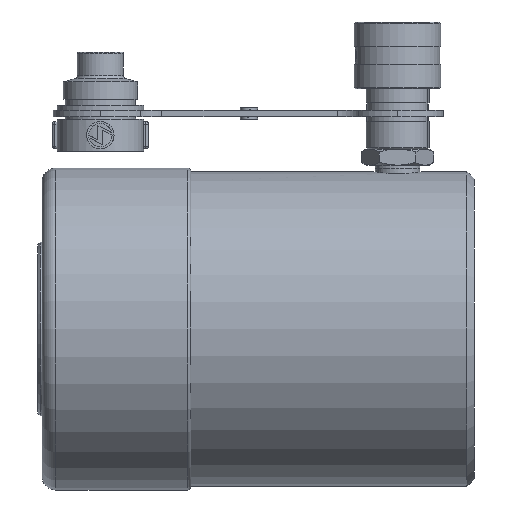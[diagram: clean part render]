
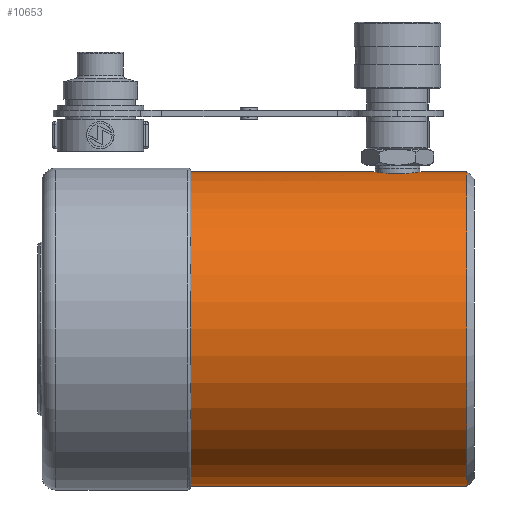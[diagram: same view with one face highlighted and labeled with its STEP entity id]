
A CAD part, left-side view. The second image highlights one B-rep face of the part: STEP entity #10653.
In plain terms, the highlighted cylindrical face has radius 63.5 mm (diameter 127 mm), a partial arc.
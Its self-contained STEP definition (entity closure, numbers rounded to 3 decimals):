
#128 = CARTESIAN_POINT ( 'NONE',  ( -9.489, 27.777, 62.788 ) ) ;
#245 = CARTESIAN_POINT ( 'NONE',  ( -8.971, 26.57, 62.863 ) ) ;
#366 = B_SPLINE_CURVE_WITH_KNOTS ( 'NONE', 3,
 ( #19425, #33724, #10818, #16575, #22069, #28338, #5046, #36812, #19300, #2438, #11055, #31211, #10686, #14060, #25041, #30971, #36569, #34098, #28206, #31095, #2311, #4923, #19176 ),
 .UNSPECIFIED., .F., .F.,
 ( 4, 2, 2, 1, 2, 2, 2, 2, 2, 2, 2, 4 ),
 ( 0.031, 0.033, 0.034, 0.035, 0.036, 0.037, 0.039, 0.041, 0.043, 0.044, 0.045, 0.047 ),
 .UNSPECIFIED. ) ;
#369 = CARTESIAN_POINT ( 'NONE',  ( -8.661, 25.991, 62.907 ) ) ;
#500 = CARTESIAN_POINT ( 'NONE',  ( 0., 21., 63.5 ) ) ;
#833 = ORIENTED_EDGE ( 'NONE', *, *, #4723, .T. ) ;
#1491 = CARTESIAN_POINT ( 'NONE',  ( 0., 117., -63.5 ) ) ;
#2268 = CARTESIAN_POINT ( 'NONE',  ( -0.654, 21.016, 63.497 ) ) ;
#2311 = CARTESIAN_POINT ( 'NONE',  ( -1.314, 40.935, 63.49 ) ) ;
#2438 = CARTESIAN_POINT ( 'NONE',  ( -8.495, 36.286, 62.929 ) ) ;
#2889 = CARTESIAN_POINT ( 'NONE',  ( -7.538, 24.396, 63.053 ) ) ;
#3009 = CARTESIAN_POINT ( 'NONE',  ( -10., 30.673, 62.708 ) ) ;
#3645 = DIRECTION ( 'NONE',  ( 0., -1., 0. ) ) ;
#4714 = VERTEX_POINT ( 'NONE', #15353 ) ;
#4723 = EDGE_CURVE ( 'NONE', #18554, #16602, #10367, .T. ) ;
#4923 = CARTESIAN_POINT ( 'NONE',  ( -0.661, 41., 63.5 ) ) ;
#5046 = CARTESIAN_POINT ( 'NONE',  ( -9.253, 34.835, 62.823 ) ) ;
#5647 = ORIENTED_EDGE ( 'NONE', *, *, #19459, .F. ) ;
#6114 = CARTESIAN_POINT ( 'NONE',  ( -8.493, 25.711, 62.93 ) ) ;
#6195 = ORIENTED_EDGE ( 'NONE', *, *, #24257, .T. ) ;
#6924 = AXIS2_PLACEMENT_3D ( 'NONE', #15026, #3645, #32566 ) ;
#8475 = AXIS2_PLACEMENT_3D ( 'NONE', #36466, #16474, #19321 ) ;
#8649 = CARTESIAN_POINT ( 'NONE',  ( -6.607, 23.464, 63.157 ) ) ;
#9031 = VERTEX_POINT ( 'NONE', #500 ) ;
#10082 = CIRCLE ( 'NONE', #8475, 63.5 ) ;
#10367 = CIRCLE ( 'NONE', #32548, 63.5 ) ;
#10651 = CARTESIAN_POINT ( 'NONE',  ( -5.01, 22.339, 63.303 ) ) ;
#10653 = ADVANCED_FACE ( 'NONE', ( #29279 ), #28845, .T. ) ;
#10686 = CARTESIAN_POINT ( 'NONE',  ( -6.613, 38.53, 63.156 ) ) ;
#10787 = CARTESIAN_POINT ( 'NONE',  ( 0., 21., 63.5 ) ) ;
#10818 = CARTESIAN_POINT ( 'NONE',  ( -9.937, 32.303, 62.718 ) ) ;
#11055 = CARTESIAN_POINT ( 'NONE',  ( -7.948, 37.105, 63.002 ) ) ;
#11408 = CARTESIAN_POINT ( 'NONE',  ( -9.984, 30.346, 62.71 ) ) ;
#11532 = CARTESIAN_POINT ( 'NONE',  ( -7.951, 24.9, 63.001 ) ) ;
#11826 = CARTESIAN_POINT ( 'NONE',  ( 0., -32.29, -63.5 ) ) ;
#12717 = DIRECTION ( 'NONE',  ( 0., -1., 0. ) ) ;
#14060 = CARTESIAN_POINT ( 'NONE',  ( -6.099, 38.952, 63.209 ) ) ;
#14221 = CARTESIAN_POINT ( 'NONE',  ( 0., 3., -63.5 ) ) ;
#14394 = CARTESIAN_POINT ( 'NONE',  ( -9.113, 26.87, 62.843 ) ) ;
#15026 = CARTESIAN_POINT ( 'NONE',  ( 0., -32.29, 0. ) ) ;
#15353 = CARTESIAN_POINT ( 'NONE',  ( 0., 117., 63.5 ) ) ;
#15534 = CARTESIAN_POINT ( 'NONE',  ( -10., 31., 62.708 ) ) ;
#15574 = CARTESIAN_POINT ( 'NONE',  ( 0., -32.29, 63.5 ) ) ;
#16028 = VECTOR ( 'NONE', #22938, 1000. ) ;
#16092 = ORIENTED_EDGE ( 'NONE', *, *, #24307, .T. ) ;
#16181 = LINE ( 'NONE', #27856, #17508 ) ;
#16474 = DIRECTION ( 'NONE',  ( 0., -1., 0. ) ) ;
#16575 = CARTESIAN_POINT ( 'NONE',  ( -9.744, 33.273, 62.748 ) ) ;
#16602 = VERTEX_POINT ( 'NONE', #21322 ) ;
#17508 = VECTOR ( 'NONE', #36582, 1000. ) ;
#17700 = VECTOR ( 'NONE', #12717, 1000. ) ;
#17953 = EDGE_CURVE ( 'NONE', #9031, #16602, #36470, .T. ) ;
#18554 = VERTEX_POINT ( 'NONE', #14221 ) ;
#18732 = ORIENTED_EDGE ( 'NONE', *, *, #30938, .T. ) ;
#19176 = CARTESIAN_POINT ( 'NONE',  ( 0., 41., 63.5 ) ) ;
#19300 = CARTESIAN_POINT ( 'NONE',  ( -8.665, 36.002, 62.906 ) ) ;
#19321 = DIRECTION ( 'NONE',  ( 0., 0., -1. ) ) ;
#19425 = CARTESIAN_POINT ( 'NONE',  ( -10., 31., 62.708 ) ) ;
#19459 = EDGE_CURVE ( 'NONE', #4714, #27970, #16181, .T. ) ;
#19767 = CARTESIAN_POINT ( 'NONE',  ( -3.223, 21.511, 63.421 ) ) ;
#20179 = VERTEX_POINT ( 'NONE', #1491 ) ;
#20605 = EDGE_LOOP ( 'NONE', ( #5647, #22804, #16092, #833, #25161, #18732, #6195 ) ) ;
#21322 = CARTESIAN_POINT ( 'NONE',  ( 0., 3., 63.5 ) ) ;
#22069 = CARTESIAN_POINT ( 'NONE',  ( -9.663, 33.594, 62.761 ) ) ;
#22648 = CARTESIAN_POINT ( 'NONE',  ( -4.132, 21.888, 63.366 ) ) ;
#22804 = ORIENTED_EDGE ( 'NONE', *, *, #33488, .T. ) ;
#22938 = DIRECTION ( 'NONE',  ( 0., -1., 0. ) ) ;
#23587 = DIRECTION ( 'NONE',  ( 0., 1., 0. ) ) ;
#24257 = EDGE_CURVE ( 'NONE', #28473, #27970, #366, .T. ) ;
#24307 = EDGE_CURVE ( 'NONE', #20179, #18554, #35266, .T. ) ;
#24887 = CARTESIAN_POINT ( 'NONE',  ( 0., 41., 63.5 ) ) ;
#25041 = CARTESIAN_POINT ( 'NONE',  ( -5.014, 39.677, 63.304 ) ) ;
#25161 = ORIENTED_EDGE ( 'NONE', *, *, #17953, .F. ) ;
#25514 = CARTESIAN_POINT ( 'NONE',  ( -4.432, 22.03, 63.346 ) ) ;
#25647 = CARTESIAN_POINT ( 'NONE',  ( -9.919, 29.69, 62.72 ) ) ;
#26013 = CARTESIAN_POINT ( 'NONE',  ( -6.101, 23.05, 63.209 ) ) ;
#26998 = CARTESIAN_POINT ( 'NONE',  ( 0., 3., 0. ) ) ;
#27856 = CARTESIAN_POINT ( 'NONE',  ( 0., -32.29, 63.5 ) ) ;
#27970 = VERTEX_POINT ( 'NONE', #24887 ) ;
#28206 = CARTESIAN_POINT ( 'NONE',  ( -2.59, 40.664, 63.448 ) ) ;
#28338 = CARTESIAN_POINT ( 'NONE',  ( -9.473, 34.221, 62.79 ) ) ;
#28473 = VERTEX_POINT ( 'NONE', #15534 ) ;
#28537 = CARTESIAN_POINT ( 'NONE',  ( -9.678, 28.4, 62.758 ) ) ;
#28845 = CYLINDRICAL_SURFACE ( 'NONE', #6924, 63.5 ) ;
#29279 = FACE_OUTER_BOUND ( 'NONE', #20605, .T. ) ;
#30684 = CARTESIAN_POINT ( 'NONE',  ( -5.289, 22.507, 63.28 ) ) ;
#30800 = CARTESIAN_POINT ( 'NONE',  ( -0.327, 21., 63.5 ) ) ;
#30938 = EDGE_CURVE ( 'NONE', #9031, #28473, #37037, .T. ) ;
#30971 = CARTESIAN_POINT ( 'NONE',  ( -4.44, 39.984, 63.348 ) ) ;
#31095 = CARTESIAN_POINT ( 'NONE',  ( -2.273, 40.744, 63.46 ) ) ;
#31184 = CARTESIAN_POINT ( 'NONE',  ( -1.311, 21.081, 63.487 ) ) ;
#31211 = CARTESIAN_POINT ( 'NONE',  ( -7.534, 37.607, 63.053 ) ) ;
#31417 = CARTESIAN_POINT ( 'NONE',  ( -10., 31., 62.708 ) ) ;
#31524 = CARTESIAN_POINT ( 'NONE',  ( -9.87, 29.363, 62.728 ) ) ;
#32548 = AXIS2_PLACEMENT_3D ( 'NONE', #26998, #23587, #35364 ) ;
#32566 = DIRECTION ( 'NONE',  ( 0., 0., -1. ) ) ;
#33488 = EDGE_CURVE ( 'NONE', #4714, #20179, #10082, .T. ) ;
#33724 = CARTESIAN_POINT ( 'NONE',  ( -10., 31.653, 62.708 ) ) ;
#34061 = CARTESIAN_POINT ( 'NONE',  ( -1.638, 21.13, 63.48 ) ) ;
#34098 = CARTESIAN_POINT ( 'NONE',  ( -3.218, 40.474, 63.419 ) ) ;
#35266 = LINE ( 'NONE', #11826, #16028 ) ;
#35364 = DIRECTION ( 'NONE',  ( 0., 0., 1. ) ) ;
#36466 = CARTESIAN_POINT ( 'NONE',  ( 0., 117., 0. ) ) ;
#36470 = LINE ( 'NONE', #15574, #17700 ) ;
#36569 = CARTESIAN_POINT ( 'NONE',  ( -3.531, 40.362, 63.403 ) ) ;
#36582 = DIRECTION ( 'NONE',  ( 0., -1., 0. ) ) ;
#36812 = CARTESIAN_POINT ( 'NONE',  ( -8.974, 35.425, 62.863 ) ) ;
#36903 = CARTESIAN_POINT ( 'NONE',  ( -2.6, 21.322, 63.45 ) ) ;
#37037 = B_SPLINE_CURVE_WITH_KNOTS ( 'NONE', 3,
 ( #10787, #30800, #2268, #31184, #34061, #36903, #19767, #22648, #25514, #10651, #30684, #26013, #8649, #2889, #11532, #6114, #369, #245, #14394, #128, #28537, #31524, #25647, #11408, #3009, #31417 ),
 .UNSPECIFIED., .F., .F.,
 ( 4, 2, 2, 2, 2, 2, 2, 2, 2, 2, 2, 2, 4 ),
 ( 0.016, 0.017, 0.018, 0.02, 0.021, 0.022, 0.023, 0.025, 0.026, 0.027, 0.029, 0.03, 0.031 ),
 .UNSPECIFIED. ) ;
